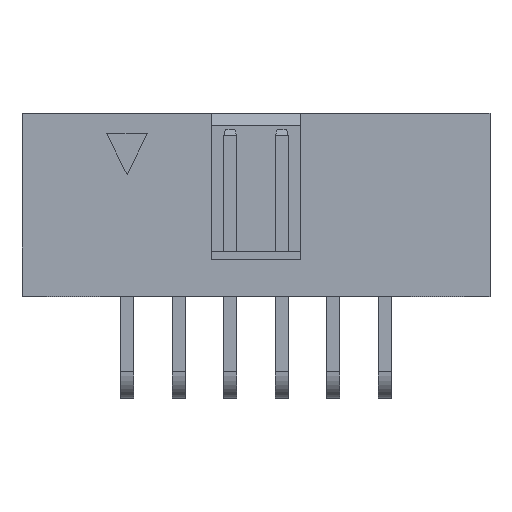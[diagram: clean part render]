
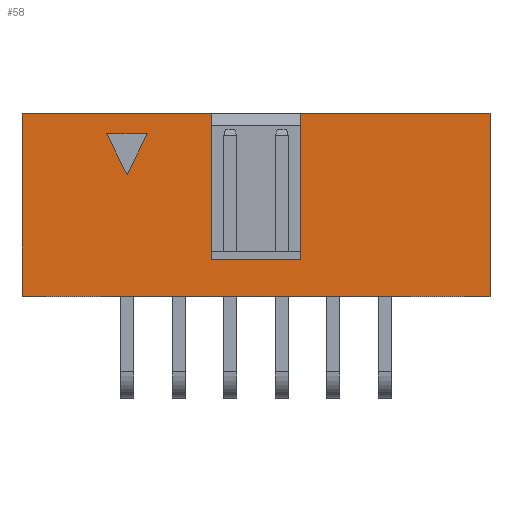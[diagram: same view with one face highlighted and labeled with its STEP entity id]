
A CAD part, top view. The second image highlights one B-rep face of the part: STEP entity #58.
In plain terms, the highlighted planar face has unit normal (0, 0, 1).
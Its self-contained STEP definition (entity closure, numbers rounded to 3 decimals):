
#58=ADVANCED_FACE('',(#2758,#2760),#2762,.T.);
#2758=FACE_BOUND('',#2759,.T.);
#2759=EDGE_LOOP('',(#4908,#4909,#4910,#4911,#4912,#4913,#4914,#4915));
#2760=FACE_BOUND('',#2761,.T.);
#2761=EDGE_LOOP('',(#4916,#4917,#4918));
#2762=PLANE('',#2763);
#2763=AXIS2_PLACEMENT_3D('',#2764,#2765,#2766);
#2764=CARTESIAN_POINT('',(-1.27,4.7,8.8));
#2765=DIRECTION('',(0.,0.,1.));
#2766=DIRECTION('',(1.,0.,0.));
#4908=ORIENTED_EDGE('',*,*,#6362,.T.);
#4909=ORIENTED_EDGE('',*,*,#6363,.T.);
#4910=ORIENTED_EDGE('',*,*,#6364,.F.);
#4911=ORIENTED_EDGE('',*,*,#6365,.F.);
#4912=ORIENTED_EDGE('',*,*,#6366,.T.);
#4913=ORIENTED_EDGE('',*,*,#6367,.T.);
#4914=ORIENTED_EDGE('',*,*,#6368,.F.);
#4915=ORIENTED_EDGE('',*,*,#6369,.T.);
#4916=ORIENTED_EDGE('',*,*,#6370,.F.);
#4917=ORIENTED_EDGE('',*,*,#6371,.F.);
#4918=ORIENTED_EDGE('',*,*,#6372,.F.);
#6362=EDGE_CURVE('',#7089,#7090,#7091,.F.);
#6363=EDGE_CURVE('',#7090,#7092,#7093,.F.);
#6364=EDGE_CURVE('',#7094,#7092,#7095,.T.);
#6365=EDGE_CURVE('',#7096,#7094,#7097,.T.);
#6366=EDGE_CURVE('',#7096,#7098,#7099,.T.);
#6367=EDGE_CURVE('',#7098,#7100,#7101,.T.);
#6368=EDGE_CURVE('',#7102,#7100,#7103,.T.);
#6369=EDGE_CURVE('',#7102,#7089,#7104,.T.);
#6370=EDGE_CURVE('',#7105,#7106,#7107,.T.);
#6371=EDGE_CURVE('',#7108,#7105,#7109,.T.);
#6372=EDGE_CURVE('',#7106,#7108,#7110,.T.);
#7089=VERTEX_POINT('',#8266);
#7090=VERTEX_POINT('',#8267);
#7091=LINE('',#8268,#8269);
#7092=VERTEX_POINT('',#8271);
#7093=LINE('',#8272,#8273);
#7094=VERTEX_POINT('',#8275);
#7095=LINE('',#8276,#8277);
#7096=VERTEX_POINT('',#8279);
#7097=LINE('',#8280,#8281);
#7098=VERTEX_POINT('',#8283);
#7099=LINE('',#8284,#8285);
#7100=VERTEX_POINT('',#8287);
#7101=LINE('',#8288,#8289);
#7102=VERTEX_POINT('',#8291);
#7103=LINE('',#8292,#8293);
#7104=LINE('',#8295,#8296);
#7105=VERTEX_POINT('',#8298);
#7106=VERTEX_POINT('',#8299);
#7107=LINE('',#8300,#8301);
#7108=VERTEX_POINT('',#8303);
#7109=LINE('',#8304,#8305);
#7110=LINE('',#8307,#8308);
#8266=CARTESIAN_POINT('',(8.55,6.5,8.8));
#8267=CARTESIAN_POINT('',(4.15,6.5,8.8));
#8268=CARTESIAN_POINT('',(4.15,6.5,8.8));
#8269=VECTOR('',#8270,1.);
#8270=DIRECTION('',(1.,0.,0.));
#8271=CARTESIAN_POINT('',(4.15,13.7,8.8));
#8272=CARTESIAN_POINT('',(4.15,13.7,8.8));
#8273=VECTOR('',#8274,1.);
#8274=DIRECTION('',(0.,-1.,0.));
#8275=CARTESIAN_POINT('',(-5.17,13.7,8.8));
#8276=CARTESIAN_POINT('',(-5.17,13.7,8.8));
#8277=VECTOR('',#8278,1.);
#8278=DIRECTION('',(1.,0.,0.));
#8279=CARTESIAN_POINT('',(-5.17,4.7,8.8));
#8280=CARTESIAN_POINT('',(-5.17,4.7,8.8));
#8281=VECTOR('',#8282,1.);
#8282=DIRECTION('',(0.,1.,0.));
#8283=CARTESIAN_POINT('',(17.87,4.7,8.8));
#8284=CARTESIAN_POINT('',(-5.17,4.7,8.8));
#8285=VECTOR('',#8286,1.);
#8286=DIRECTION('',(1.,0.,0.));
#8287=CARTESIAN_POINT('',(17.87,13.7,8.8));
#8288=CARTESIAN_POINT('',(17.87,4.7,8.8));
#8289=VECTOR('',#8290,1.);
#8290=DIRECTION('',(0.,1.,0.));
#8291=CARTESIAN_POINT('',(8.55,13.7,8.8));
#8292=CARTESIAN_POINT('',(8.55,13.7,8.8));
#8293=VECTOR('',#8294,1.);
#8294=DIRECTION('',(1.,0.,0.));
#8295=CARTESIAN_POINT('',(8.55,13.7,8.8));
#8296=VECTOR('',#8297,1.);
#8297=DIRECTION('',(0.,-1.,0.));
#8298=CARTESIAN_POINT('',(1.,12.7,8.8));
#8299=CARTESIAN_POINT('',(-1.,12.7,8.8));
#8300=CARTESIAN_POINT('',(1.,12.7,8.8));
#8301=VECTOR('',#8302,1.);
#8302=DIRECTION('',(-1.,0.,0.));
#8303=CARTESIAN_POINT('',(0.,10.7,8.8));
#8304=CARTESIAN_POINT('',(0.,10.7,8.8));
#8305=VECTOR('',#8306,1.);
#8306=DIRECTION('',(0.447,0.894,0.));
#8307=CARTESIAN_POINT('',(-1.,12.7,8.8));
#8308=VECTOR('',#8309,1.);
#8309=DIRECTION('',(0.447,-0.894,0.));
